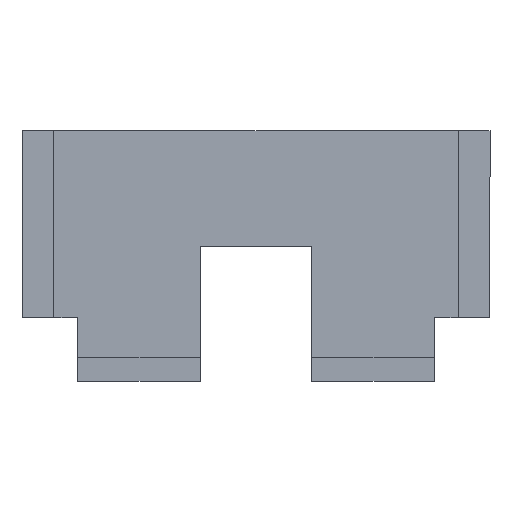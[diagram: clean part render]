
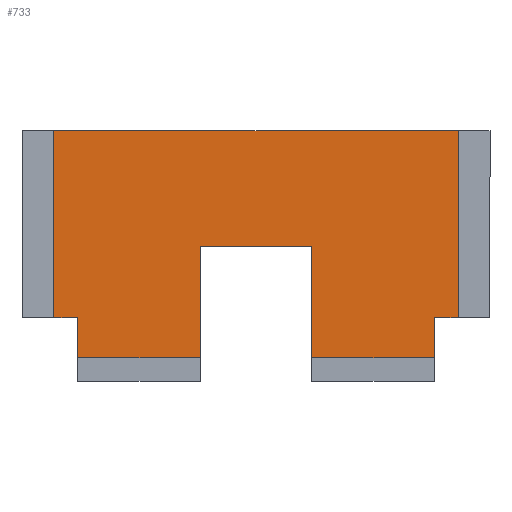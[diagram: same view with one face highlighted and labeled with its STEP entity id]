
A CAD part, front view. The second image highlights one B-rep face of the part: STEP entity #733.
In plain terms, the highlighted planar face has unit normal (0, -1, 0).
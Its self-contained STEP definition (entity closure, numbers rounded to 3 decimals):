
#4 = CARTESIAN_POINT ( 'NONE',  ( -112.5, -55., 25. ) ) ;
#10 = AXIS2_PLACEMENT_3D ( 'NONE', #690, #749, #744 ) ;
#14 = EDGE_CURVE ( 'NONE', #298, #496, #414, .T. ) ;
#21 = ORIENTED_EDGE ( 'NONE', *, *, #366, .T. ) ;
#22 = VECTOR ( 'NONE', #655, 1000. ) ;
#27 = CARTESIAN_POINT ( 'NONE',  ( -35., -55., 0. ) ) ;
#55 = DIRECTION ( 'NONE',  ( 1., 0., 0. ) ) ;
#63 = DIRECTION ( 'NONE',  ( 0., 0., -1. ) ) ;
#76 = VECTOR ( 'NONE', #451, 1000. ) ;
#81 = CARTESIAN_POINT ( 'NONE',  ( 35., -55., 0. ) ) ;
#83 = CARTESIAN_POINT ( 'NONE',  ( -35., -55., 0. ) ) ;
#88 = LINE ( 'NONE', #27, #239 ) ;
#107 = CARTESIAN_POINT ( 'NONE',  ( -127.5, -55., 143. ) ) ;
#113 = VERTEX_POINT ( 'NONE', #81 ) ;
#123 = ORIENTED_EDGE ( 'NONE', *, *, #14, .F. ) ;
#134 = VERTEX_POINT ( 'NONE', #724 ) ;
#140 = VERTEX_POINT ( 'NONE', #246 ) ;
#148 = CARTESIAN_POINT ( 'NONE',  ( 35., -55., 0. ) ) ;
#153 = EDGE_CURVE ( 'NONE', #281, #560, #258, .T. ) ;
#163 = EDGE_CURVE ( 'NONE', #211, #298, #190, .T. ) ;
#164 = CARTESIAN_POINT ( 'NONE',  ( -112.5, -55., 0. ) ) ;
#176 = CARTESIAN_POINT ( 'NONE',  ( -40., -55., 70. ) ) ;
#181 = VECTOR ( 'NONE', #225, 1000. ) ;
#190 = LINE ( 'NONE', #434, #22 ) ;
#204 = CARTESIAN_POINT ( 'NONE',  ( -127.5, -55., 25. ) ) ;
#205 = CARTESIAN_POINT ( 'NONE',  ( 127.5, -55., 25. ) ) ;
#211 = VERTEX_POINT ( 'NONE', #205 ) ;
#221 = CARTESIAN_POINT ( 'NONE',  ( -127.5, -55., 0. ) ) ;
#225 = DIRECTION ( 'NONE',  ( 0., 0., -1. ) ) ;
#227 = LINE ( 'NONE', #221, #76 ) ;
#233 = DIRECTION ( 'NONE',  ( 1., 0., 0. ) ) ;
#238 = ORIENTED_EDGE ( 'NONE', *, *, #745, .T. ) ;
#239 = VECTOR ( 'NONE', #565, 1000. ) ;
#246 = CARTESIAN_POINT ( 'NONE',  ( -127.5, -55., 143. ) ) ;
#247 = VERTEX_POINT ( 'NONE', #164 ) ;
#258 = LINE ( 'NONE', #422, #651 ) ;
#262 = LINE ( 'NONE', #148, #495 ) ;
#263 = EDGE_CURVE ( 'NONE', #211, #134, #731, .T. ) ;
#281 = VERTEX_POINT ( 'NONE', #683 ) ;
#282 = FACE_OUTER_BOUND ( 'NONE', #354, .T. ) ;
#297 = ORIENTED_EDGE ( 'NONE', *, *, #263, .T. ) ;
#298 = VERTEX_POINT ( 'NONE', #696 ) ;
#325 = VERTEX_POINT ( 'NONE', #402 ) ;
#327 = CARTESIAN_POINT ( 'NONE',  ( 127.5, -55., 115. ) ) ;
#335 = PLANE ( 'NONE',  #10 ) ;
#338 = EDGE_CURVE ( 'NONE', #140, #134, #573, .T. ) ;
#348 = CARTESIAN_POINT ( 'NONE',  ( 35., -55., 70. ) ) ;
#352 = DIRECTION ( 'NONE',  ( 1., 0., 0. ) ) ;
#354 = EDGE_LOOP ( 'NONE', ( #446, #21, #388, #526, #692, #238, #123, #508, #297, #693, #681, #613 ) ) ;
#360 = VECTOR ( 'NONE', #63, 1000. ) ;
#366 = EDGE_CURVE ( 'NONE', #247, #600, #413, .T. ) ;
#388 = ORIENTED_EDGE ( 'NONE', *, *, #615, .T. ) ;
#398 = VERTEX_POINT ( 'NONE', #348 ) ;
#402 = CARTESIAN_POINT ( 'NONE',  ( -35., -55., 70. ) ) ;
#413 = LINE ( 'NONE', #532, #638 ) ;
#414 = LINE ( 'NONE', #473, #360 ) ;
#422 = CARTESIAN_POINT ( 'NONE',  ( -112.5, -55., 25. ) ) ;
#424 = EDGE_CURVE ( 'NONE', #140, #560, #586, .T. ) ;
#425 = EDGE_CURVE ( 'NONE', #325, #398, #691, .T. ) ;
#429 = VECTOR ( 'NONE', #352, 1000. ) ;
#434 = CARTESIAN_POINT ( 'NONE',  ( 0., -55., 25. ) ) ;
#436 = DIRECTION ( 'NONE',  ( 0., 0., -1. ) ) ;
#443 = EDGE_CURVE ( 'NONE', #247, #281, #755, .T. ) ;
#446 = ORIENTED_EDGE ( 'NONE', *, *, #443, .F. ) ;
#451 = DIRECTION ( 'NONE',  ( 1., 0., 0. ) ) ;
#473 = CARTESIAN_POINT ( 'NONE',  ( 112.5, -55., 25. ) ) ;
#495 = VECTOR ( 'NONE', #436, 1000. ) ;
#496 = VERTEX_POINT ( 'NONE', #661 ) ;
#508 = ORIENTED_EDGE ( 'NONE', *, *, #163, .F. ) ;
#526 = ORIENTED_EDGE ( 'NONE', *, *, #425, .T. ) ;
#532 = CARTESIAN_POINT ( 'NONE',  ( -127.5, -55., 0. ) ) ;
#560 = VERTEX_POINT ( 'NONE', #204 ) ;
#563 = EDGE_CURVE ( 'NONE', #398, #113, #262, .T. ) ;
#565 = DIRECTION ( 'NONE',  ( 0., 0., 1. ) ) ;
#573 = LINE ( 'NONE', #107, #429 ) ;
#586 = LINE ( 'NONE', #746, #181 ) ;
#600 = VERTEX_POINT ( 'NONE', #83 ) ;
#606 = DIRECTION ( 'NONE',  ( -1., 0., 0. ) ) ;
#613 = ORIENTED_EDGE ( 'NONE', *, *, #153, .F. ) ;
#615 = EDGE_CURVE ( 'NONE', #600, #325, #88, .T. ) ;
#638 = VECTOR ( 'NONE', #233, 1000. ) ;
#651 = VECTOR ( 'NONE', #606, 1000. ) ;
#655 = DIRECTION ( 'NONE',  ( -1., 0., 0. ) ) ;
#661 = CARTESIAN_POINT ( 'NONE',  ( 112.5, -55., 0. ) ) ;
#675 = VECTOR ( 'NONE', #55, 1000. ) ;
#681 = ORIENTED_EDGE ( 'NONE', *, *, #424, .T. ) ;
#683 = CARTESIAN_POINT ( 'NONE',  ( -112.5, -55., 25. ) ) ;
#690 = CARTESIAN_POINT ( 'NONE',  ( 0., -55., 0. ) ) ;
#691 = LINE ( 'NONE', #176, #675 ) ;
#692 = ORIENTED_EDGE ( 'NONE', *, *, #563, .T. ) ;
#693 = ORIENTED_EDGE ( 'NONE', *, *, #338, .F. ) ;
#696 = CARTESIAN_POINT ( 'NONE',  ( 112.5, -55., 25. ) ) ;
#715 = DIRECTION ( 'NONE',  ( 0., 0., 1. ) ) ;
#723 = VECTOR ( 'NONE', #715, 1000. ) ;
#724 = CARTESIAN_POINT ( 'NONE',  ( 127.5, -55., 143. ) ) ;
#731 = LINE ( 'NONE', #327, #735 ) ;
#733 = ADVANCED_FACE ( 'NONE', ( #282 ), #335, .T. ) ;
#735 = VECTOR ( 'NONE', #742, 1000. ) ;
#742 = DIRECTION ( 'NONE',  ( 0., 0., 1. ) ) ;
#744 = DIRECTION ( 'NONE',  ( 0., 0., -1. ) ) ;
#745 = EDGE_CURVE ( 'NONE', #113, #496, #227, .T. ) ;
#746 = CARTESIAN_POINT ( 'NONE',  ( -127.5, -55., 115. ) ) ;
#749 = DIRECTION ( 'NONE',  ( 0., -1., 0. ) ) ;
#755 = LINE ( 'NONE', #4, #723 ) ;
